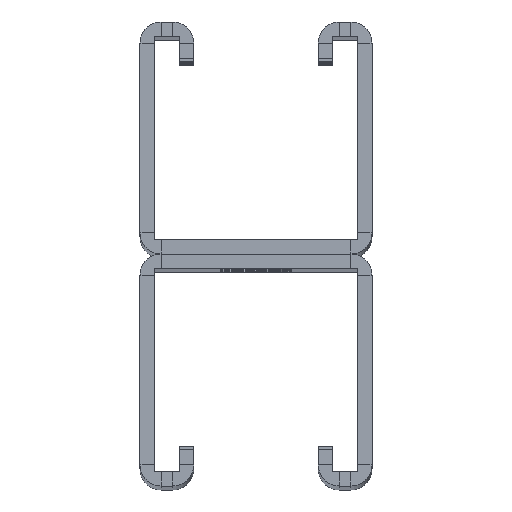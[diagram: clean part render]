
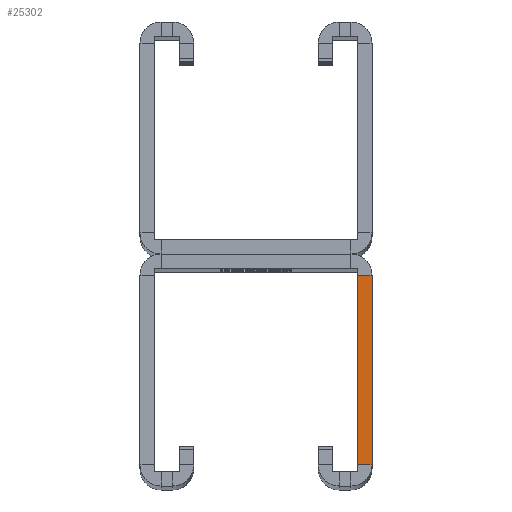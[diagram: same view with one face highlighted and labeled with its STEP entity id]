
A CAD part, top view. The second image highlights one B-rep face of the part: STEP entity #25302.
In plain terms, the highlighted planar face has unit normal (0, 0, 1).
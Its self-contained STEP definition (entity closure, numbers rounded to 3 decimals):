
#224 = ORIENTED_EDGE ( 'NONE', *, *, #15133, .F. ) ;
#1166 = LINE ( 'NONE', #16915, #21834 ) ;
#2020 = CARTESIAN_POINT ( 'NONE',  ( -20.5, 0., 0. ) ) ;
#2114 = DIRECTION ( 'NONE',  ( 0., 1., 0. ) ) ;
#2543 = PLANE ( 'NONE',  #9155 ) ;
#3255 = FACE_OUTER_BOUND ( 'NONE', #10516, .T. ) ;
#4480 = VERTEX_POINT ( 'NONE', #22911 ) ;
#4500 = CARTESIAN_POINT ( 'NONE',  ( -18., 3.75, 0. ) ) ;
#4705 = VERTEX_POINT ( 'NONE', #4500 ) ;
#5106 = VERTEX_POINT ( 'NONE', #11470 ) ;
#5530 = LINE ( 'NONE', #23838, #6136 ) ;
#6136 = VECTOR ( 'NONE', #17918, 1000. ) ;
#8133 = DIRECTION ( 'NONE',  ( 0., 0., 1. ) ) ;
#9155 = AXIS2_PLACEMENT_3D ( 'NONE', #10543, #8133, #12289 ) ;
#9457 = DIRECTION ( 'NONE',  ( -1., 0., 0. ) ) ;
#10069 = EDGE_CURVE ( 'NONE', #5106, #23888, #18290, .T. ) ;
#10516 = EDGE_LOOP ( 'NONE', ( #224, #18442, #16757, #20469 ) ) ;
#10543 = CARTESIAN_POINT ( 'NONE',  ( -16.75, 2.5, 0. ) ) ;
#11470 = CARTESIAN_POINT ( 'NONE',  ( -18., 37.25, 0. ) ) ;
#12289 = DIRECTION ( 'NONE',  ( 1., 0., 0. ) ) ;
#13286 = VECTOR ( 'NONE', #2114, 1000. ) ;
#13643 = VECTOR ( 'NONE', #9457, 1000. ) ;
#14566 = DIRECTION ( 'NONE',  ( 0., 1., 0. ) ) ;
#15133 = EDGE_CURVE ( 'NONE', #4480, #23888, #16421, .T. ) ;
#16421 = LINE ( 'NONE', #2020, #13286 ) ;
#16757 = ORIENTED_EDGE ( 'NONE', *, *, #19092, .T. ) ;
#16915 = CARTESIAN_POINT ( 'NONE',  ( -18., 0., 0. ) ) ;
#17918 = DIRECTION ( 'NONE',  ( 1., 0., 0. ) ) ;
#18290 = LINE ( 'NONE', #23208, #13643 ) ;
#18442 = ORIENTED_EDGE ( 'NONE', *, *, #22975, .T. ) ;
#19092 = EDGE_CURVE ( 'NONE', #4705, #5106, #1166, .T. ) ;
#20469 = ORIENTED_EDGE ( 'NONE', *, *, #10069, .T. ) ;
#21834 = VECTOR ( 'NONE', #14566, 1000. ) ;
#21902 = CARTESIAN_POINT ( 'NONE',  ( -20.5, 37.25, 0. ) ) ;
#22911 = CARTESIAN_POINT ( 'NONE',  ( -20.5, 3.75, 0. ) ) ;
#22975 = EDGE_CURVE ( 'NONE', #4480, #4705, #5530, .T. ) ;
#23208 = CARTESIAN_POINT ( 'NONE',  ( -18., 37.25, 0. ) ) ;
#23838 = CARTESIAN_POINT ( 'NONE',  ( -20.5, 3.75, 0. ) ) ;
#23888 = VERTEX_POINT ( 'NONE', #21902 ) ;
#25302 = ADVANCED_FACE ( 'NONE', ( #3255 ), #2543, .T. ) ;
